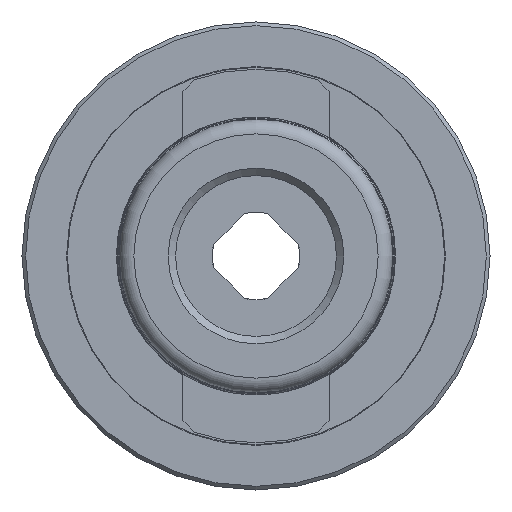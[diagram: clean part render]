
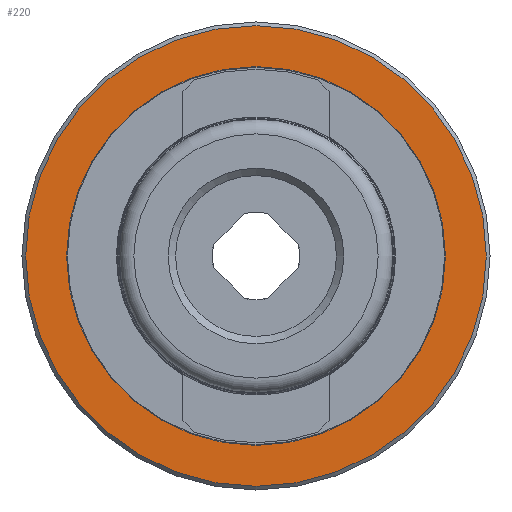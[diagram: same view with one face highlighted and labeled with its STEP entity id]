
A CAD part, left-side view. The second image highlights one B-rep face of the part: STEP entity #220.
In plain terms, the highlighted planar face has unit normal (-1, 0, 0).
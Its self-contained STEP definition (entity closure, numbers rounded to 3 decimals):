
#220 = ADVANCED_FACE( '', ( #556, #557 ), #558, .F. );
#556 = FACE_OUTER_BOUND( '', #1051, .T. );
#557 = FACE_BOUND( '', #1052, .T. );
#558 = PLANE( '', #1053 );
#1051 = EDGE_LOOP( '', ( #1646 ) );
#1052 = EDGE_LOOP( '', ( #1647 ) );
#1053 = AXIS2_PLACEMENT_3D( '', #1648, #1649, #1650 );
#1646 = ORIENTED_EDGE( '', *, *, #2691, .T. );
#1647 = ORIENTED_EDGE( '', *, *, #2692, .T. );
#1648 = CARTESIAN_POINT( '', ( 4., 12.767, 0. ) );
#1649 = DIRECTION( '', ( 1., 0., 0. ) );
#1650 = DIRECTION( '', ( 0., 0., -1. ) );
#2691 = EDGE_CURVE( '', #3193, #3193, #3194, .F. );
#2692 = EDGE_CURVE( '', #3195, #3195, #3196, .T. );
#3193 = VERTEX_POINT( '', #3871 );
#3194 = CIRCLE( '', #3872, 15.75 );
#3195 = VERTEX_POINT( '', #3873 );
#3196 = CIRCLE( '', #3874, 12.95 );
#3871 = CARTESIAN_POINT( '', ( 4., 0., -15.75 ) );
#3872 = AXIS2_PLACEMENT_3D( '', #4611, #4612, #4613 );
#3873 = CARTESIAN_POINT( '', ( 4., -12.95, 0. ) );
#3874 = AXIS2_PLACEMENT_3D( '', #4614, #4615, #4616 );
#4611 = CARTESIAN_POINT( '', ( 4., 0., 0. ) );
#4612 = DIRECTION( '', ( 1., 0., 0. ) );
#4613 = DIRECTION( '', ( 0., 0., -1. ) );
#4614 = CARTESIAN_POINT( '', ( 4., 0., 0. ) );
#4615 = DIRECTION( '', ( 1., 0., 0. ) );
#4616 = DIRECTION( '', ( 0., -1., 0. ) );
